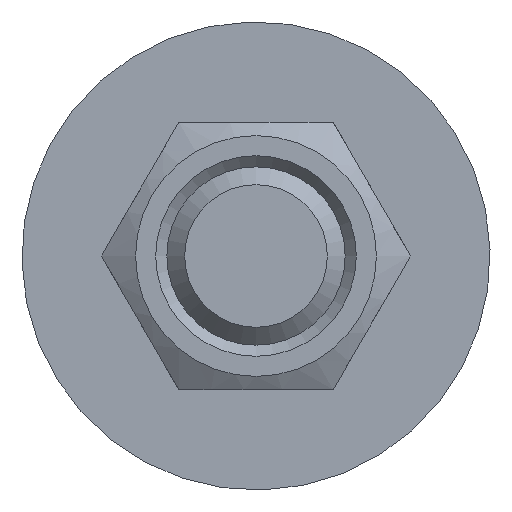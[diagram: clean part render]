
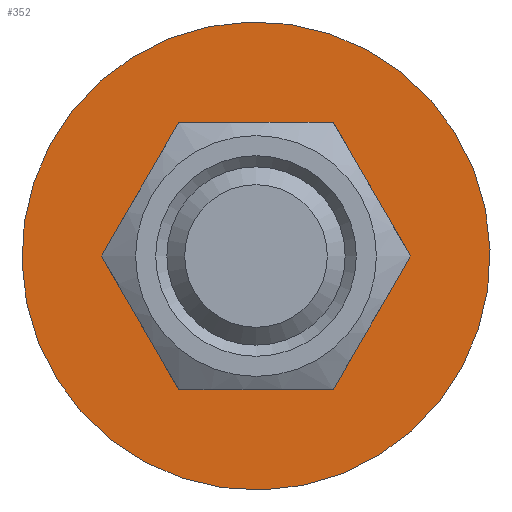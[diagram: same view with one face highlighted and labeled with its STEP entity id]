
A CAD part, front view. The second image highlights one B-rep face of the part: STEP entity #352.
In plain terms, the highlighted planar face has unit normal (0, -1, 0).
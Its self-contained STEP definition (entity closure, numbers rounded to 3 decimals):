
#352=ADVANCED_FACE('',(#537,#539),#541,.T.);
#537=FACE_BOUND('',#538,.T.);
#538=EDGE_LOOP('',(#677));
#539=FACE_BOUND('',#540,.T.);
#540=EDGE_LOOP('',(#678));
#541=PLANE('',#542);
#542=AXIS2_PLACEMENT_3D('',#543,#544,#545);
#543=CARTESIAN_POINT('',(0.,-4.,0.));
#544=DIRECTION('',(0.,-1.,0.));
#545=DIRECTION('',(0.,0.,-1.));
#677=ORIENTED_EDGE('',*,*,#735,.F.);
#678=ORIENTED_EDGE('',*,*,#736,.T.);
#735=EDGE_CURVE('',#770,#770,#771,.T.);
#736=EDGE_CURVE('',#772,#772,#773,.T.);
#770=VERTEX_POINT('',#838);
#771=CIRCLE('',#839,21.);
#772=VERTEX_POINT('',#843);
#773=CIRCLE('',#844,8.5);
#838=CARTESIAN_POINT('',(0.,-4.,-21.));
#839=AXIS2_PLACEMENT_3D('',#840,#841,#842);
#840=CARTESIAN_POINT('',(0.,-4.,0.));
#841=DIRECTION('',(0.,1.,0.));
#842=DIRECTION('',(0.,0.,-1.));
#843=CARTESIAN_POINT('',(0.,-4.,-8.5));
#844=AXIS2_PLACEMENT_3D('',#845,#846,#847);
#845=CARTESIAN_POINT('',(0.,-4.,0.));
#846=DIRECTION('',(0.,1.,0.));
#847=DIRECTION('',(0.,0.,-1.));
